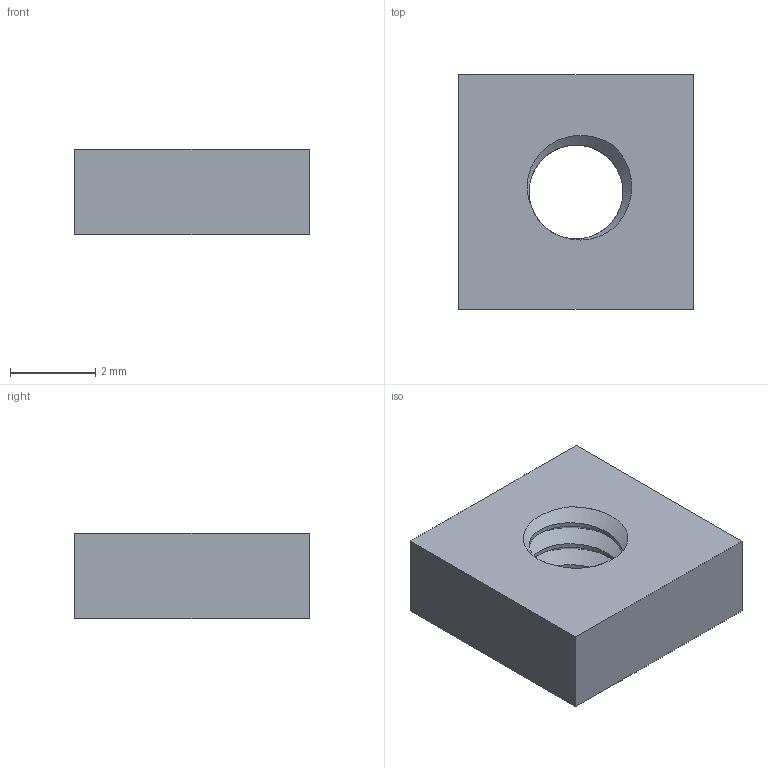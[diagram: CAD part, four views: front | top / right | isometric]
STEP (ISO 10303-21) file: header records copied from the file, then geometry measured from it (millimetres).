
FILE_DESCRIPTION (( 'STEP AP214' ), '1' );
FILE_NAME ('Nut M3 5.5x5.5.STEP', '2021-06-04T11:04:25', ( '' ), ( '' ), 'SwSTEP 2.0', 'SolidWorks 2016', '' );
FILE_SCHEMA (( 'AUTOMOTIVE_DESIGN' ));
Length unit declared in the file: millimetre
Products named in the file (2): Nut M3 5.5x5.5
Bounding box: 5.5 x 5.5 x 2 mm (x, y, z)
Volume: 51 mm3; surface area: 117.8 mm2
Topology: 1 solids, 1 shells, 16 faces, 42 edges, 28 vertices
Faces by surface type: cylinder 8, plane 6, bspline 2
Entity records: 1190 total; most frequent: CARTESIAN_POINT 804, ORIENTED_EDGE 84, DIRECTION 55, EDGE_CURVE 42, VERTEX_POINT 28, VECTOR 19, LINE 19, AXIS2_PLACEMENT_3D 18
